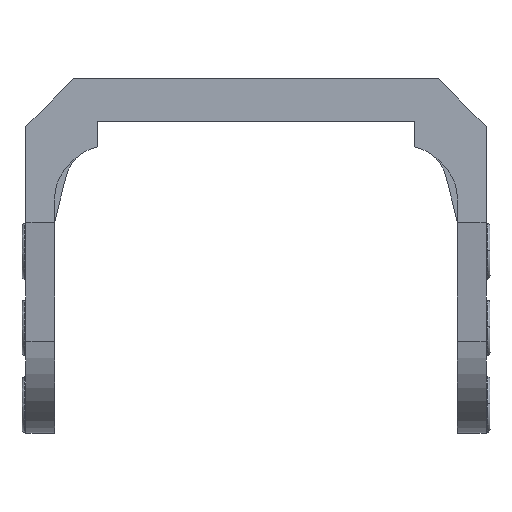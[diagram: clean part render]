
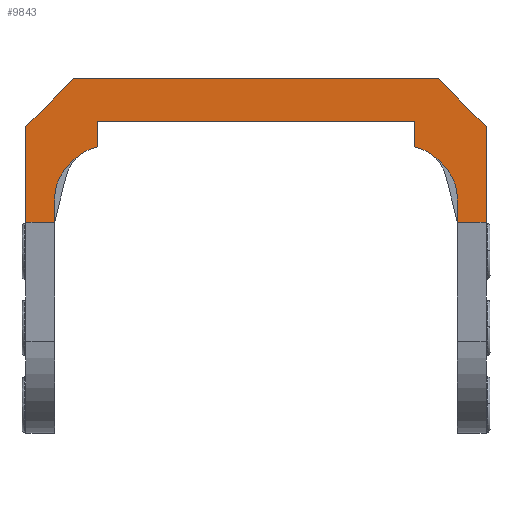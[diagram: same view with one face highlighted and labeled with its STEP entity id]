
A CAD part, front view. The second image highlights one B-rep face of the part: STEP entity #9843.
In plain terms, the highlighted planar face has unit normal (0, -1, 0).
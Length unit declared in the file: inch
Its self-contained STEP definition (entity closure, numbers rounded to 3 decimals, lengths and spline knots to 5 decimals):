
#21 = VERTEX_POINT ( 'NONE', #449 ) ;
#22 = VERTEX_POINT ( 'NONE', #13102 ) ;
#28 = VERTEX_POINT ( 'NONE', #13108 ) ;
#32 = VERTEX_POINT ( 'NONE', #13112 ) ;
#449 = CARTESIAN_POINT ( 'NONE',  ( 0.74721, -0.49213, 0.69038 ) ) ;
#1057 = CIRCLE ( 'NONE', #1164, 0.19685 ) ;
#1112 = AXIS2_PLACEMENT_3D ( 'NONE', #3637, #3643, #3644 ) ;
#1164 = AXIS2_PLACEMENT_3D ( 'NONE', #2255, #2256, #2257 ) ;
#1167 = CIRCLE ( 'NONE', #1169, 0.19685 ) ;
#1169 = AXIS2_PLACEMENT_3D ( 'NONE', #2267, #2268, #2269 ) ;
#1195 = VECTOR ( 'NONE', #2375, 39.37008 ) ;
#1203 = VECTOR ( 'NONE', #2360, 39.37008 ) ;
#1204 = VECTOR ( 'NONE', #2363, 39.37008 ) ;
#1205 = VECTOR ( 'NONE', #2366, 39.37008 ) ;
#1206 = VECTOR ( 'NONE', #2369, 39.37008 ) ;
#1207 = CIRCLE ( 'NONE', #1209, 0.19685 ) ;
#1208 = VECTOR ( 'NONE', #2386, 39.37008 ) ;
#1209 = AXIS2_PLACEMENT_3D ( 'NONE', #2372, #2373, #2374 ) ;
#1210 = VECTOR ( 'NONE', #2377, 39.37008 ) ;
#1211 = VECTOR ( 'NONE', #2381, 39.37008 ) ;
#1212 = VECTOR ( 'NONE', #2383, 39.37008 ) ;
#1214 = VECTOR ( 'NONE', #2389, 39.37008 ) ;
#1215 = VECTOR ( 'NONE', #2393, 39.37008 ) ;
#1216 = VECTOR ( 'NONE', #2396, 39.37008 ) ;
#1217 = VECTOR ( 'NONE', #2399, 39.37008 ) ;
#1218 = CIRCLE ( 'NONE', #1220, 0.19685 ) ;
#1219 = VECTOR ( 'NONE', #2405, 39.37008 ) ;
#1220 = AXIS2_PLACEMENT_3D ( 'NONE', #2402, #2403, #2404 ) ;
#2173 = CARTESIAN_POINT ( 'NONE',  ( 0.76912, -0.49213, 0.66847 ) ) ;
#2255 = CARTESIAN_POINT ( 'NONE',  ( -0.60802, -0.49213, 0.55118 ) ) ;
#2256 = DIRECTION ( 'NONE',  ( 0., 1., 0. ) ) ;
#2257 = DIRECTION ( 'NONE',  ( 0., 0., 1. ) ) ;
#2267 = CARTESIAN_POINT ( 'NONE',  ( 0.60802, -0.49213, 0.55118 ) ) ;
#2268 = DIRECTION ( 'NONE',  ( 0., 1., 0. ) ) ;
#2269 = DIRECTION ( 'NONE',  ( 0., 0., 1. ) ) ;
#2354 = LINE ( 'NONE', #2358, #1205 ) ;
#2356 = CARTESIAN_POINT ( 'NONE',  ( -0.65, -0.49213, 1.02362 ) ) ;
#2358 = CARTESIAN_POINT ( 'NONE',  ( 0.65, -0.49213, 1.02362 ) ) ;
#2359 = LINE ( 'NONE', #2356, #1203 ) ;
#2360 = DIRECTION ( 'NONE',  ( 0., 0., 1. ) ) ;
#2361 = LINE ( 'NONE', #2362, #1204 ) ;
#2362 = CARTESIAN_POINT ( 'NONE',  ( -0.94488, -0.49213, 0.84646 ) ) ;
#2363 = DIRECTION ( 'NONE',  ( 1., 0., 0. ) ) ;
#2364 = CARTESIAN_POINT ( 'NONE',  ( 0.74721, -0.49213, 0.69038 ) ) ;
#2365 = LINE ( 'NONE', #2364, #1206 ) ;
#2366 = DIRECTION ( 'NONE',  ( 0., 0., -1. ) ) ;
#2367 = LINE ( 'NONE', #2370, #1195 ) ;
#2368 = CARTESIAN_POINT ( 'NONE',  ( -0.94488, -0.49213, 0.43307 ) ) ;
#2369 = DIRECTION ( 'NONE',  ( 0.707, 0., -0.707 ) ) ;
#2370 = CARTESIAN_POINT ( 'NONE',  ( 0.82677, -0.49213, 1.02362 ) ) ;
#2371 = LINE ( 'NONE', #2368, #1210 ) ;
#2372 = CARTESIAN_POINT ( 'NONE',  ( 0.62992, -0.49213, 0.52928 ) ) ;
#2373 = DIRECTION ( 'NONE',  ( 0., 1., 0. ) ) ;
#2374 = DIRECTION ( 'NONE',  ( 0., 0., -1. ) ) ;
#2375 = DIRECTION ( 'NONE',  ( 0., 0., -1. ) ) ;
#2376 = CARTESIAN_POINT ( 'NONE',  ( 0.94488, -0.49213, 1.02362 ) ) ;
#2377 = DIRECTION ( 'NONE',  ( 1., 0., 0. ) ) ;
#2378 = LINE ( 'NONE', #2382, #1212 ) ;
#2379 = LINE ( 'NONE', #2376, #1211 ) ;
#2380 = CARTESIAN_POINT ( 'NONE',  ( -0.94488, -0.49213, 0.43307 ) ) ;
#2381 = DIRECTION ( 'NONE',  ( 0., 0., 1. ) ) ;
#2382 = CARTESIAN_POINT ( 'NONE',  ( 0.94488, -0.49213, 0.82677 ) ) ;
#2383 = DIRECTION ( 'NONE',  ( -0.707, 0., 0.707 ) ) ;
#2384 = LINE ( 'NONE', #2385, #1208 ) ;
#2385 = CARTESIAN_POINT ( 'NONE',  ( -0.94488, -0.49213, 1.02362 ) ) ;
#2386 = DIRECTION ( 'NONE',  ( 1., 0., 0. ) ) ;
#2387 = LINE ( 'NONE', #2388, #1214 ) ;
#2388 = CARTESIAN_POINT ( 'NONE',  ( -0.74803, -0.49213, 1.02362 ) ) ;
#2389 = DIRECTION ( 'NONE',  ( -0.707, 0., -0.707 ) ) ;
#2390 = LINE ( 'NONE', #2391, #1215 ) ;
#2391 = CARTESIAN_POINT ( 'NONE',  ( -0.94488, -0.49213, 1.02362 ) ) ;
#2392 = LINE ( 'NONE', #2380, #1216 ) ;
#2393 = DIRECTION ( 'NONE',  ( 0., 0., -1. ) ) ;
#2394 = CARTESIAN_POINT ( 'NONE',  ( -0.82677, -0.49213, 1.02362 ) ) ;
#2395 = LINE ( 'NONE', #2394, #1217 ) ;
#2396 = DIRECTION ( 'NONE',  ( 1., 0., 0. ) ) ;
#2399 = DIRECTION ( 'NONE',  ( 0., 0., 1. ) ) ;
#2400 = LINE ( 'NONE', #2401, #1219 ) ;
#2401 = CARTESIAN_POINT ( 'NONE',  ( -0.76912, -0.49213, 0.66847 ) ) ;
#2402 = CARTESIAN_POINT ( 'NONE',  ( -0.62992, -0.49213, 0.52928 ) ) ;
#2403 = DIRECTION ( 'NONE',  ( 0., 1., 0. ) ) ;
#2404 = DIRECTION ( 'NONE',  ( 0., 0., 1. ) ) ;
#2405 = DIRECTION ( 'NONE',  ( 0.707, 0., 0.707 ) ) ;
#3334 = CARTESIAN_POINT ( 'NONE',  ( -0.65, -0.49213, 0.84646 ) ) ;
#3635 = PLANE ( 'NONE',  #1112 ) ;
#3637 = CARTESIAN_POINT ( 'NONE',  ( -0.94488, -0.49213, 1.02362 ) ) ;
#3641 = FACE_OUTER_BOUND ( 'NONE', #11130, .T. ) ;
#3643 = DIRECTION ( 'NONE',  ( 0., -1., 0. ) ) ;
#3644 = DIRECTION ( 'NONE',  ( 0., 0., -1. ) ) ;
#5478 = CARTESIAN_POINT ( 'NONE',  ( -0.74803, -0.49213, 1.02362 ) ) ;
#5519 = CARTESIAN_POINT ( 'NONE',  ( -0.94488, -0.49213, 0.43307 ) ) ;
#5520 = CARTESIAN_POINT ( 'NONE',  ( -0.82677, -0.49213, 0.43307 ) ) ;
#5521 = CARTESIAN_POINT ( 'NONE',  ( -0.82677, -0.49213, 0.52928 ) ) ;
#5522 = CARTESIAN_POINT ( 'NONE',  ( -0.76912, -0.49213, 0.66847 ) ) ;
#5568 = CARTESIAN_POINT ( 'NONE',  ( 0.65, -0.49213, 0.84646 ) ) ;
#5570 = CARTESIAN_POINT ( 'NONE',  ( 0.82677, -0.49213, 0.52928 ) ) ;
#5571 = CARTESIAN_POINT ( 'NONE',  ( 0.82677, -0.49213, 0.43307 ) ) ;
#5572 = CARTESIAN_POINT ( 'NONE',  ( 0.94488, -0.49213, 0.43307 ) ) ;
#5573 = CARTESIAN_POINT ( 'NONE',  ( 0.94488, -0.49213, 0.82677 ) ) ;
#5574 = CARTESIAN_POINT ( 'NONE',  ( 0.74803, -0.49213, 1.02362 ) ) ;
#5576 = CARTESIAN_POINT ( 'NONE',  ( -0.94488, -0.49213, 0.82677 ) ) ;
#8681 = VERTEX_POINT ( 'NONE', #5478 ) ;
#8863 = VERTEX_POINT ( 'NONE', #5519 ) ;
#8864 = VERTEX_POINT ( 'NONE', #5520 ) ;
#8865 = VERTEX_POINT ( 'NONE', #5521 ) ;
#8866 = VERTEX_POINT ( 'NONE', #5522 ) ;
#8912 = VERTEX_POINT ( 'NONE', #5568 ) ;
#8914 = VERTEX_POINT ( 'NONE', #5570 ) ;
#8915 = VERTEX_POINT ( 'NONE', #5571 ) ;
#8916 = VERTEX_POINT ( 'NONE', #5572 ) ;
#8917 = VERTEX_POINT ( 'NONE', #5573 ) ;
#8918 = VERTEX_POINT ( 'NONE', #5574 ) ;
#8920 = VERTEX_POINT ( 'NONE', #5576 ) ;
#9497 = VERTEX_POINT ( 'NONE', #3334 ) ;
#9843 = ADVANCED_FACE ( 'NONE', ( #3641 ), #3635, .T. ) ;
#11130 = EDGE_LOOP ( 'NONE', ( #13867, #13868, #13869, #13870, #13871, #13872, #13873, #13874, #13875, #13876, #13877, #13878, #13879, #13880, #13881, #13882, #13883, #13884 ) ) ;
#11674 = VERTEX_POINT ( 'NONE', #2173 ) ;
#11988 = EDGE_CURVE ( 'NONE', #32, #22, #1057, .T. ) ;
#11992 = EDGE_CURVE ( 'NONE', #28, #21, #1167, .T. ) ;
#13102 = CARTESIAN_POINT ( 'NONE',  ( -0.65, -0.49213, 0.7435 ) ) ;
#13108 = CARTESIAN_POINT ( 'NONE',  ( 0.65, -0.49213, 0.7435 ) ) ;
#13112 = CARTESIAN_POINT ( 'NONE',  ( -0.74721, -0.49213, 0.69038 ) ) ;
#13673 = EDGE_CURVE ( 'NONE', #22, #9497, #2359, .T. ) ;
#13694 = EDGE_CURVE ( 'NONE', #9497, #8912, #2361, .T. ) ;
#13712 = EDGE_CURVE ( 'NONE', #8912, #28, #2354, .T. ) ;
#13716 = EDGE_CURVE ( 'NONE', #21, #11674, #2365, .T. ) ;
#13718 = EDGE_CURVE ( 'NONE', #11674, #8914, #1207, .T. ) ;
#13723 = EDGE_CURVE ( 'NONE', #8914, #8915, #2367, .T. ) ;
#13726 = EDGE_CURVE ( 'NONE', #8915, #8916, #2371, .T. ) ;
#13731 = EDGE_CURVE ( 'NONE', #8916, #8917, #2379, .T. ) ;
#13733 = EDGE_CURVE ( 'NONE', #8917, #8918, #2378, .T. ) ;
#13739 = EDGE_CURVE ( 'NONE', #8681, #8918, #2384, .T. ) ;
#13755 = EDGE_CURVE ( 'NONE', #8681, #8920, #2387, .T. ) ;
#13867 = ORIENTED_EDGE ( 'NONE', *, *, #11988, .T. ) ;
#13868 = ORIENTED_EDGE ( 'NONE', *, *, #13673, .T. ) ;
#13869 = ORIENTED_EDGE ( 'NONE', *, *, #13694, .T. ) ;
#13870 = ORIENTED_EDGE ( 'NONE', *, *, #13712, .T. ) ;
#13871 = ORIENTED_EDGE ( 'NONE', *, *, #11992, .T. ) ;
#13872 = ORIENTED_EDGE ( 'NONE', *, *, #13716, .T. ) ;
#13873 = ORIENTED_EDGE ( 'NONE', *, *, #13718, .T. ) ;
#13874 = ORIENTED_EDGE ( 'NONE', *, *, #13723, .T. ) ;
#13875 = ORIENTED_EDGE ( 'NONE', *, *, #13726, .T. ) ;
#13876 = ORIENTED_EDGE ( 'NONE', *, *, #13731, .T. ) ;
#13877 = ORIENTED_EDGE ( 'NONE', *, *, #13733, .T. ) ;
#13878 = ORIENTED_EDGE ( 'NONE', *, *, #13739, .F. ) ;
#13879 = ORIENTED_EDGE ( 'NONE', *, *, #13755, .T. ) ;
#13880 = ORIENTED_EDGE ( 'NONE', *, *, #13901, .T. ) ;
#13881 = ORIENTED_EDGE ( 'NONE', *, *, #13905, .T. ) ;
#13882 = ORIENTED_EDGE ( 'NONE', *, *, #13909, .T. ) ;
#13883 = ORIENTED_EDGE ( 'NONE', *, *, #13915, .T. ) ;
#13884 = ORIENTED_EDGE ( 'NONE', *, *, #13924, .T. ) ;
#13901 = EDGE_CURVE ( 'NONE', #8920, #8863, #2390, .T. ) ;
#13905 = EDGE_CURVE ( 'NONE', #8863, #8864, #2392, .T. ) ;
#13909 = EDGE_CURVE ( 'NONE', #8864, #8865, #2395, .T. ) ;
#13915 = EDGE_CURVE ( 'NONE', #8865, #8866, #1218, .T. ) ;
#13924 = EDGE_CURVE ( 'NONE', #8866, #32, #2400, .T. ) ;
